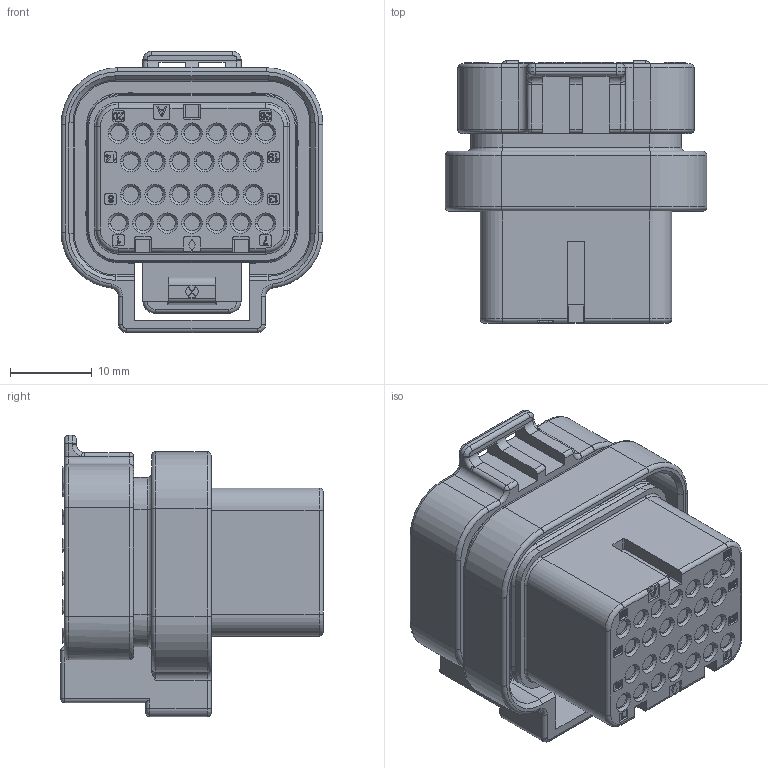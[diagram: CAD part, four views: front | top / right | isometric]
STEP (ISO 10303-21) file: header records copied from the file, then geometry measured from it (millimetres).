
FILE_DESCRIPTION((''),'2;1');
FILE_NAME('C-ATS06-26SA-3D_A2','2023-10-19T',('Lucas.Chai'),(''),'PRO/ENGINEER BY PARAMETRIC TECHNOLOGY CORPORATION, 2016360','PRO/ENGINEER BY PARAMETRIC TECHNOLOGY CORPORATION, 2016360','');
FILE_SCHEMA(('CONFIG_CONTROL_DESIGN'));
Products named in the file (1): C-ATS06-26SA-3D_A2
Bounding box: 32 x 32.1 x 34.4 mm (x, y, z)
Volume: 17596.5 mm3; surface area: 7783.9 mm2
Topology: 1 solids, 1 shells, 2110 faces, 5774 edges, 3799 vertices
Faces by surface type: extrusion 709, plane 643, cylinder 456, torus 178, cone 108, bspline 10, sphere 6
Entity records: 71217 total; most frequent: CARTESIAN_POINT 19418, ORIENTED_EDGE 11536, DIRECTION 9166, EDGE_CURVE 5768, VERTEX_POINT 3799, VECTOR 3404, AXIS2_PLACEMENT_3D 2881, LINE 2695
